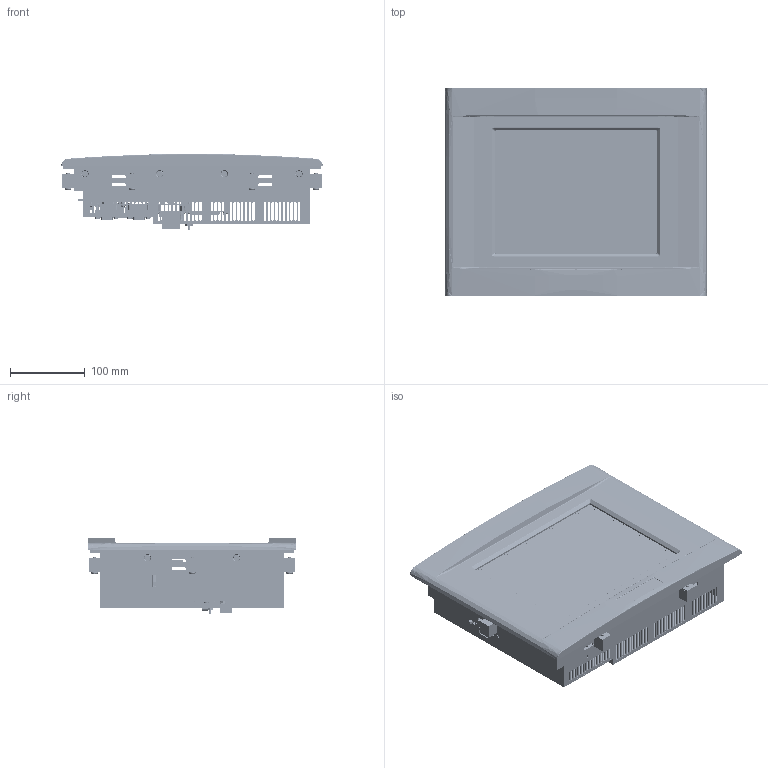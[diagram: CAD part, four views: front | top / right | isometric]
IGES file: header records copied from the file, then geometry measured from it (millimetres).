
Start section:  PTC IGES file: PA210.igs
Global section: file name: PA210.igs; native system: Pro/ENGINEER by Parametric Technology Corporation; preprocessor: 2008070; author: jb17719; organization: Unknown; date: 20091109.191038; units: inch
Bounding box: 350.01 x 279.4 x 101.9 mm (x, y, z)
Volume: 1760836.4 mm3; surface area: 976930.9 mm2
Topology: 14 solids, 24 shells, 11319 faces, 32277 edges, 21092 vertices
Faces by surface type: bspline 11319
